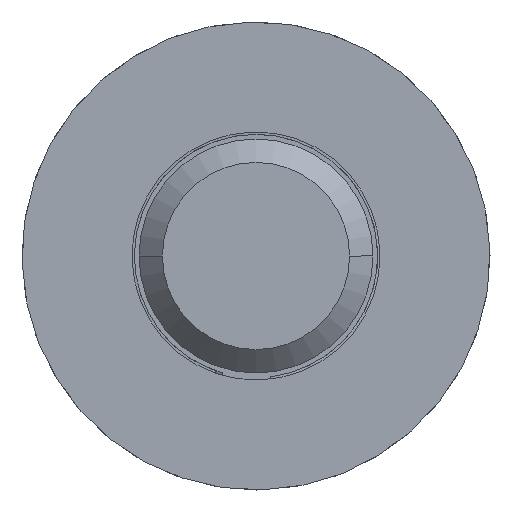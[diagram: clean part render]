
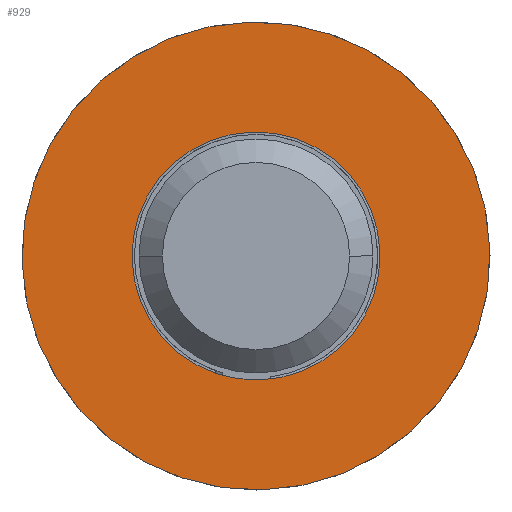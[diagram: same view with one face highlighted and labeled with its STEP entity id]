
A CAD part, front view. The second image highlights one B-rep face of the part: STEP entity #929.
In plain terms, the highlighted face is planar.
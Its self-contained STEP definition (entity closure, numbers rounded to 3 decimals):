
#148 = DIRECTION ( 'NONE',  ( 0., 0., -1. ) ) ;
#205 = DIRECTION ( 'NONE',  ( 0., 0., -1. ) ) ;
#206 = FACE_BOUND ( 'NONE', #1385, .T. ) ;
#215 = AXIS2_PLACEMENT_3D ( 'NONE', #1830, #1640, #1455 ) ;
#229 = EDGE_CURVE ( 'NONE', #1113, #1505, #696, .T. ) ;
#301 = AXIS2_PLACEMENT_3D ( 'NONE', #1742, #354, #148 ) ;
#314 = FACE_OUTER_BOUND ( 'NONE', #685, .T. ) ;
#320 = DIRECTION ( 'NONE',  ( 0., 0., -1. ) ) ;
#338 = CIRCLE ( 'NONE', #1016, 5. ) ;
#354 = DIRECTION ( 'NONE',  ( 1., 0., 0. ) ) ;
#361 = AXIS2_PLACEMENT_3D ( 'NONE', #702, #514, #320 ) ;
#407 = DIRECTION ( 'NONE',  ( 1., 0., 0. ) ) ;
#514 = DIRECTION ( 'NONE',  ( 1., 0., 0. ) ) ;
#537 = CARTESIAN_POINT ( 'NONE',  ( 0., 0., -2.65 ) ) ;
#685 = EDGE_LOOP ( 'NONE', ( #1562, #1741 ) ) ;
#696 = CIRCLE ( 'NONE', #301, 2.65 ) ;
#702 = CARTESIAN_POINT ( 'NONE',  ( 0., 0., 0. ) ) ;
#703 = ORIENTED_EDGE ( 'NONE', *, *, #1324, .T. ) ;
#706 = CARTESIAN_POINT ( 'NONE',  ( 0., 0., -5. ) ) ;
#731 = EDGE_CURVE ( 'NONE', #1807, #1266, #338, .T. ) ;
#738 = CARTESIAN_POINT ( 'NONE',  ( 0., 0., 5. ) ) ;
#848 = AXIS2_PLACEMENT_3D ( 'NONE', #1543, #407, #205 ) ;
#889 = PLANE ( 'NONE',  #361 ) ;
#929 = ADVANCED_FACE ( 'NONE', ( #314, #206 ), #889, .F. ) ;
#1016 = AXIS2_PLACEMENT_3D ( 'NONE', #1481, #1280, #1094 ) ;
#1094 = DIRECTION ( 'NONE',  ( 0., 0., -1. ) ) ;
#1113 = VERTEX_POINT ( 'NONE', #537 ) ;
#1172 = CARTESIAN_POINT ( 'NONE',  ( 0., 0., 2.65 ) ) ;
#1200 = CIRCLE ( 'NONE', #215, 5. ) ;
#1266 = VERTEX_POINT ( 'NONE', #738 ) ;
#1277 = EDGE_CURVE ( 'NONE', #1266, #1807, #1200, .T. ) ;
#1280 = DIRECTION ( 'NONE',  ( 1., 0., 0. ) ) ;
#1324 = EDGE_CURVE ( 'NONE', #1505, #1113, #1775, .T. ) ;
#1385 = EDGE_LOOP ( 'NONE', ( #703, #1480 ) ) ;
#1455 = DIRECTION ( 'NONE',  ( 0., 0., -1. ) ) ;
#1480 = ORIENTED_EDGE ( 'NONE', *, *, #229, .T. ) ;
#1481 = CARTESIAN_POINT ( 'NONE',  ( 0., 0., 0. ) ) ;
#1505 = VERTEX_POINT ( 'NONE', #1172 ) ;
#1543 = CARTESIAN_POINT ( 'NONE',  ( 0., 0., 0. ) ) ;
#1562 = ORIENTED_EDGE ( 'NONE', *, *, #1277, .F. ) ;
#1640 = DIRECTION ( 'NONE',  ( 1., 0., 0. ) ) ;
#1741 = ORIENTED_EDGE ( 'NONE', *, *, #731, .F. ) ;
#1742 = CARTESIAN_POINT ( 'NONE',  ( 0., 0., 0. ) ) ;
#1775 = CIRCLE ( 'NONE', #848, 2.65 ) ;
#1807 = VERTEX_POINT ( 'NONE', #706 ) ;
#1830 = CARTESIAN_POINT ( 'NONE',  ( 0., 0., 0. ) ) ;
